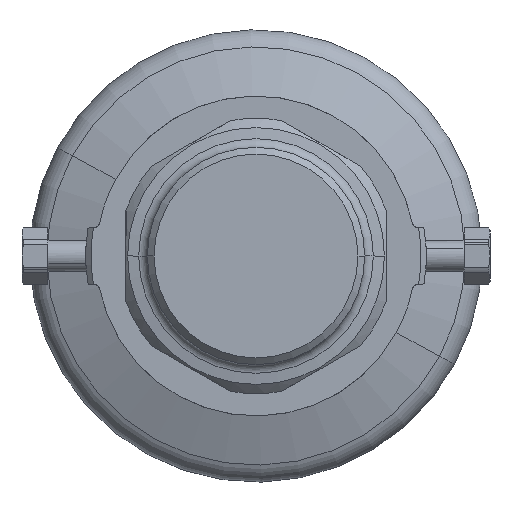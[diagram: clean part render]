
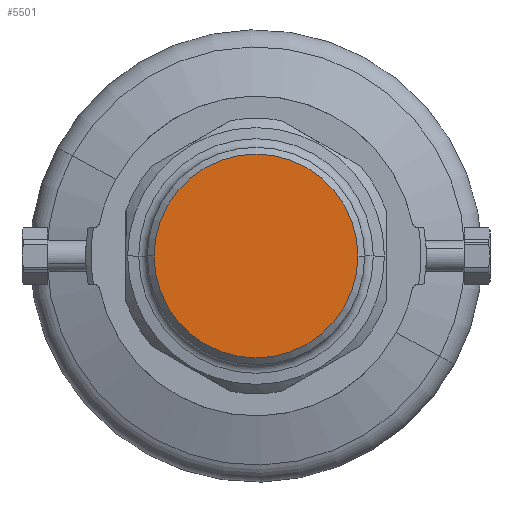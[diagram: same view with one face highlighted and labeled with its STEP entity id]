
A CAD part, left-side view. The second image highlights one B-rep face of the part: STEP entity #5501.
In plain terms, the highlighted planar face has unit normal (-1, 0, 0).
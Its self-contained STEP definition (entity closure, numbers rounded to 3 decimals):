
#5478=CARTESIAN_POINT('Axis2P3D Location',(-29.,-19.6,0.)) ;
#5483=CARTESIAN_POINT('Axis2P3D Location',(-29.,0.,0.)) ;
#5487=CARTESIAN_POINT('Vertex',(-29.,19.6,0.)) ;
#5489=CARTESIAN_POINT('Vertex',(-29.,-19.6,0.)) ;
#5492=CARTESIAN_POINT('Axis2P3D Location',(-29.,0.,0.)) ;
#5479=DIRECTION('Axis2P3D Direction',(1.,0.,0.)) ;
#5480=DIRECTION('Axis2P3D XDirection',(0.,1.,0.)) ;
#5484=DIRECTION('Axis2P3D Direction',(1.,0.,0.)) ;
#5493=DIRECTION('Axis2P3D Direction',(1.,0.,0.)) ;
#5481=AXIS2_PLACEMENT_3D('Plane Axis2P3D',#5478,#5479,#5480) ;
#5485=AXIS2_PLACEMENT_3D('Circle Axis2P3D',#5483,#5484,$) ;
#5494=AXIS2_PLACEMENT_3D('Circle Axis2P3D',#5492,#5493,$) ;
#5486=CIRCLE('generated circle',#5485,19.6) ;
#5495=CIRCLE('generated circle',#5494,19.6) ;
#5482=PLANE('',#5481) ;
#5491=EDGE_CURVE('',#5488,#5490,#5486,.T.) ;
#5496=EDGE_CURVE('',#5490,#5488,#5495,.T.) ;
#5498=ORIENTED_EDGE('',*,*,#5491,.F.) ;
#5499=ORIENTED_EDGE('',*,*,#5496,.F.) ;
#5497=EDGE_LOOP('',(#5498,#5499)) ;
#5488=VERTEX_POINT('',#5487) ;
#5490=VERTEX_POINT('',#5489) ;
#5501=ADVANCED_FACE('PartBody',(#5500),#5482,.F.) ;
#5500=FACE_OUTER_BOUND('',#5497,.T.) ;
